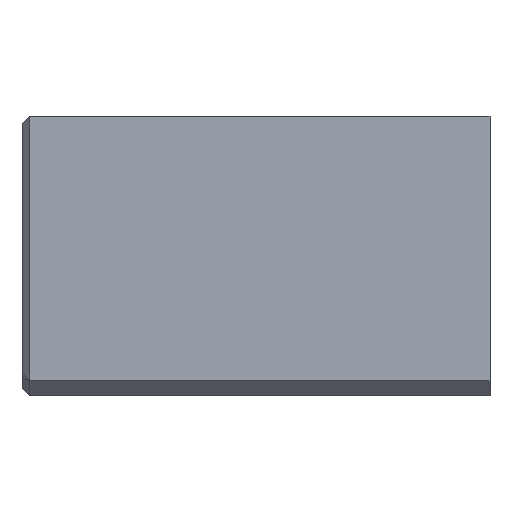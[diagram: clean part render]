
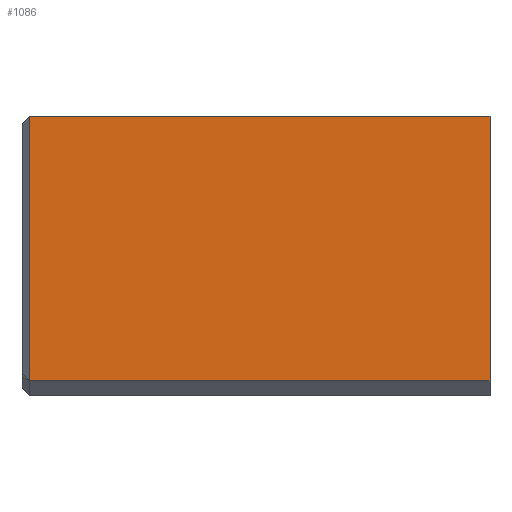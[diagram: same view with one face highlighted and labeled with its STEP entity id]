
A CAD part, left-side view. The second image highlights one B-rep face of the part: STEP entity #1086.
In plain terms, the highlighted planar face has unit normal (-1, 0, 0).
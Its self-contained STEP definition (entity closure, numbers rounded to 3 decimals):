
#22 = CARTESIAN_POINT ( 'NONE',  ( -6.25, 0., 0. ) ) ;
#23 = AXIS2_PLACEMENT_3D ( 'NONE', #192, #1102, #557 ) ;
#76 = EDGE_CURVE ( 'NONE', #889, #1119, #78, .T. ) ;
#78 = LINE ( 'NONE', #839, #881 ) ;
#171 = ORIENTED_EDGE ( 'NONE', *, *, #1083, .F. ) ;
#192 = CARTESIAN_POINT ( 'NONE',  ( -6.25, 1.55, 0. ) ) ;
#214 = ORIENTED_EDGE ( 'NONE', *, *, #1012, .T. ) ;
#249 = VECTOR ( 'NONE', #968, 1000. ) ;
#322 = EDGE_CURVE ( 'NONE', #1093, #1090, #897, .T. ) ;
#355 = CARTESIAN_POINT ( 'NONE',  ( -6.25, 6.1, -3.5 ) ) ;
#375 = LINE ( 'NONE', #1160, #1168 ) ;
#380 = PLANE ( 'NONE',  #23 ) ;
#456 = CARTESIAN_POINT ( 'NONE',  ( -6.25, 0., -3.5 ) ) ;
#549 = ORIENTED_EDGE ( 'NONE', *, *, #322, .T. ) ;
#551 = DIRECTION ( 'NONE',  ( 0., -1., 0. ) ) ;
#552 = LINE ( 'NONE', #830, #920 ) ;
#557 = DIRECTION ( 'NONE',  ( 0., 0., 1. ) ) ;
#558 = FACE_OUTER_BOUND ( 'NONE', #862, .T. ) ;
#584 = DIRECTION ( 'NONE',  ( 0., 0., -1. ) ) ;
#613 = DIRECTION ( 'NONE',  ( 0., -1., 0. ) ) ;
#648 = CARTESIAN_POINT ( 'NONE',  ( -6.25, 6.1, -3.5 ) ) ;
#659 = ORIENTED_EDGE ( 'NONE', *, *, #76, .F. ) ;
#739 = CARTESIAN_POINT ( 'NONE',  ( -6.25, 6.1, 0. ) ) ;
#830 = CARTESIAN_POINT ( 'NONE',  ( -6.25, 1.55, 0. ) ) ;
#839 = CARTESIAN_POINT ( 'NONE',  ( -6.25, 0., 0. ) ) ;
#862 = EDGE_LOOP ( 'NONE', ( #171, #549, #214, #659 ) ) ;
#881 = VECTOR ( 'NONE', #584, 1000. ) ;
#889 = VERTEX_POINT ( 'NONE', #22 ) ;
#897 = LINE ( 'NONE', #355, #249 ) ;
#920 = VECTOR ( 'NONE', #551, 1000. ) ;
#968 = DIRECTION ( 'NONE',  ( 0., 0., -1. ) ) ;
#1012 = EDGE_CURVE ( 'NONE', #1090, #1119, #375, .T. ) ;
#1083 = EDGE_CURVE ( 'NONE', #1093, #889, #552, .T. ) ;
#1086 = ADVANCED_FACE ( 'NONE', ( #558 ), #380, .F. ) ;
#1090 = VERTEX_POINT ( 'NONE', #648 ) ;
#1093 = VERTEX_POINT ( 'NONE', #739 ) ;
#1102 = DIRECTION ( 'NONE',  ( 1., 0., 0. ) ) ;
#1119 = VERTEX_POINT ( 'NONE', #456 ) ;
#1160 = CARTESIAN_POINT ( 'NONE',  ( -6.25, 1.55, -3.5 ) ) ;
#1168 = VECTOR ( 'NONE', #613, 1000. ) ;
